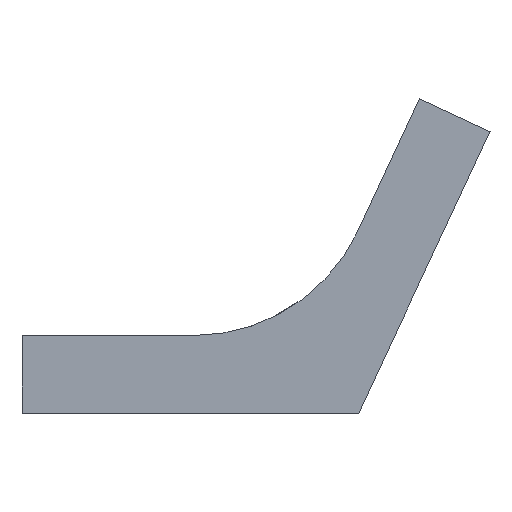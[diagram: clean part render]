
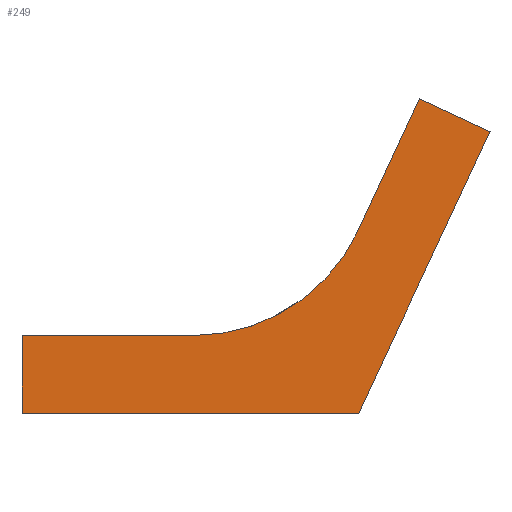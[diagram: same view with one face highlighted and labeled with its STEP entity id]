
A CAD part, left-side view. The second image highlights one B-rep face of the part: STEP entity #249.
In plain terms, the highlighted planar face has unit normal (-1, 0, 0).
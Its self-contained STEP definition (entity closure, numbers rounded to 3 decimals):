
#31=CIRCLE('',#277,7.);
#44=FACE_OUTER_BOUND('',#59,.T.);
#59=EDGE_LOOP('',(#214,#215,#216,#217,#218,#219,#220));
#66=LINE('',#362,#89);
#74=LINE('',#380,#97);
#77=LINE('',#386,#100);
#81=LINE('',#401,#104);
#84=LINE('',#458,#107);
#85=LINE('',#459,#108);
#89=VECTOR('',#293,10.);
#97=VECTOR('',#307,10.);
#100=VECTOR('',#312,10.);
#104=VECTOR('',#326,10.);
#107=VECTOR('',#347,10.);
#108=VECTOR('',#348,10.);
#112=VERTEX_POINT('',#359);
#113=VERTEX_POINT('',#361);
#119=VERTEX_POINT('',#377);
#120=VERTEX_POINT('',#379);
#121=VERTEX_POINT('',#383);
#122=VERTEX_POINT('',#385);
#131=VERTEX_POINT('',#457);
#134=EDGE_CURVE('',#112,#113,#66,.T.);
#143=EDGE_CURVE('',#120,#119,#74,.T.);
#146=EDGE_CURVE('',#122,#121,#77,.T.);
#154=EDGE_CURVE('',#113,#119,#81,.T.);
#157=EDGE_CURVE('',#112,#122,#31,.T.);
#162=EDGE_CURVE('',#131,#120,#84,.T.);
#163=EDGE_CURVE('',#121,#131,#85,.T.);
#214=ORIENTED_EDGE('',*,*,#162,.T.);
#215=ORIENTED_EDGE('',*,*,#143,.T.);
#216=ORIENTED_EDGE('',*,*,#154,.F.);
#217=ORIENTED_EDGE('',*,*,#134,.F.);
#218=ORIENTED_EDGE('',*,*,#157,.T.);
#219=ORIENTED_EDGE('',*,*,#146,.T.);
#220=ORIENTED_EDGE('',*,*,#163,.T.);
#236=PLANE('',#284);
#249=ADVANCED_FACE('',(#44),#236,.T.);
#277=AXIS2_PLACEMENT_3D('',#445,#329,#330);
#284=AXIS2_PLACEMENT_3D('',#456,#345,#346);
#293=DIRECTION('',(0.,-0.423,0.906));
#307=DIRECTION('',(0.,-0.423,0.906));
#312=DIRECTION('',(0.,1.,0.));
#326=DIRECTION('',(0.,-0.906,-0.423));
#329=DIRECTION('center_axis',(1.,0.,0.));
#330=DIRECTION('ref_axis',(0.,-0.537,-0.843));
#345=DIRECTION('center_axis',(-1.,0.,0.));
#346=DIRECTION('ref_axis',(0.,-1.,0.));
#347=DIRECTION('',(0.,-1.,0.));
#348=DIRECTION('',(0.,0.,-1.));
#359=CARTESIAN_POINT('',(-156.,0.027,7.042));
#361=CARTESIAN_POINT('',(-156.,-2.352,12.144));
#362=CARTESIAN_POINT('',(-156.,-1.507,10.331));
#377=CARTESIAN_POINT('',(-156.,-5.071,10.876));
#379=CARTESIAN_POINT('',(-156.,0.,0.));
#380=CARTESIAN_POINT('',(-156.,0.,0.));
#383=CARTESIAN_POINT('',(-156.,13.,3.));
#385=CARTESIAN_POINT('',(-156.,6.371,3.));
#386=CARTESIAN_POINT('',(-156.,13.,3.));
#401=CARTESIAN_POINT('',(-156.,-5.071,10.876));
#445=CARTESIAN_POINT('Origin',(-156.,6.371,10.));
#456=CARTESIAN_POINT('Origin',(-156.,13.,0.));
#457=CARTESIAN_POINT('',(-156.,13.,0.));
#458=CARTESIAN_POINT('',(-156.,13.,0.));
#459=CARTESIAN_POINT('',(-156.,13.,0.));
